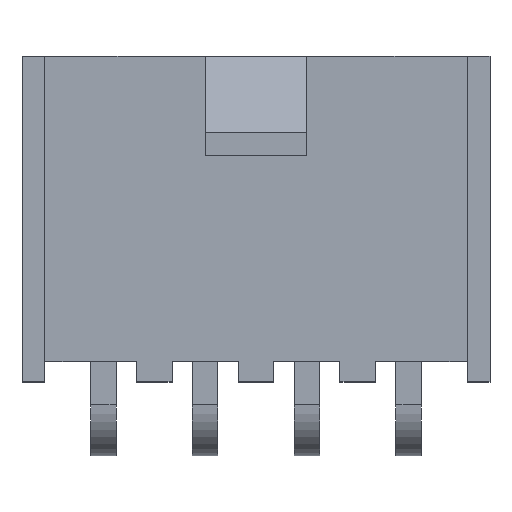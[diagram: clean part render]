
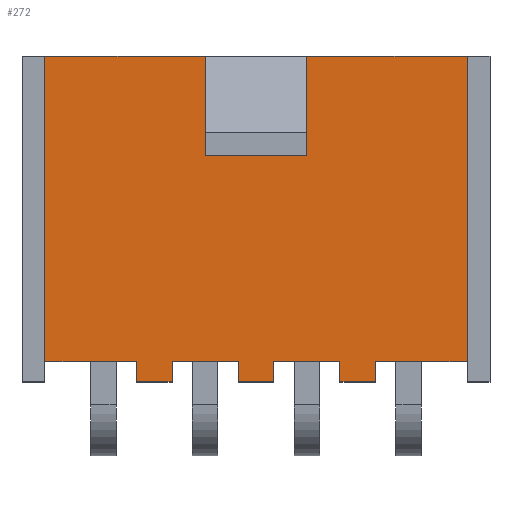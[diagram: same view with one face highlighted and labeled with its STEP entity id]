
A CAD part, top view. The second image highlights one B-rep face of the part: STEP entity #272.
In plain terms, the highlighted planar face has unit normal (0, 0, 1).
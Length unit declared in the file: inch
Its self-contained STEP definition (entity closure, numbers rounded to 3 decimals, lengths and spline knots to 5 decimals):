
#272 = ADVANCED_FACE( '', ( #630 ), #631, .F. );
#630 = FACE_OUTER_BOUND( '', #1086, .T. );
#631 = PLANE( '', #1087 );
#1086 = EDGE_LOOP( '', ( #1788, #1789, #1790, #1791, #1792, #1793, #1794, #1795, #1796, #1797, #1798, #1799, #1800, #1801, #1802, #1803, #1804, #1805, #1806, #1807 ) );
#1087 = AXIS2_PLACEMENT_3D( '', #1808, #1809, #1810 );
#1788 = ORIENTED_EDGE( '', *, *, #3077, .F. );
#1789 = ORIENTED_EDGE( '', *, *, #3078, .F. );
#1790 = ORIENTED_EDGE( '', *, *, #3002, .T. );
#1791 = ORIENTED_EDGE( '', *, *, #3079, .T. );
#1792 = ORIENTED_EDGE( '', *, *, #3080, .F. );
#1793 = ORIENTED_EDGE( '', *, *, #3081, .T. );
#1794 = ORIENTED_EDGE( '', *, *, #3037, .F. );
#1795 = ORIENTED_EDGE( '', *, *, #3082, .T. );
#1796 = ORIENTED_EDGE( '', *, *, #3083, .T. );
#1797 = ORIENTED_EDGE( '', *, *, #3084, .T. );
#1798 = ORIENTED_EDGE( '', *, *, #3033, .F. );
#1799 = ORIENTED_EDGE( '', *, *, #3085, .T. );
#1800 = ORIENTED_EDGE( '', *, *, #2956, .T. );
#1801 = ORIENTED_EDGE( '', *, *, #3086, .T. );
#1802 = ORIENTED_EDGE( '', *, *, #3029, .F. );
#1803 = ORIENTED_EDGE( '', *, *, #3087, .T. );
#1804 = ORIENTED_EDGE( '', *, *, #3088, .T. );
#1805 = ORIENTED_EDGE( '', *, *, #2945, .T. );
#1806 = ORIENTED_EDGE( '', *, *, #3026, .F. );
#1807 = ORIENTED_EDGE( '', *, *, #3089, .F. );
#1808 = CARTESIAN_POINT( '', ( -0.2075, 0.32, 0.1 ) );
#1809 = DIRECTION( '', ( 0., 0., -1. ) );
#1810 = DIRECTION( '', ( -1., 0., 0. ) );
#2945 = EDGE_CURVE( '', #3574, #3575, #3576, .T. );
#2956 = EDGE_CURVE( '', #3595, #3592, #3596, .T. );
#3002 = EDGE_CURVE( '', #3674, #3672, #3675, .T. );
#3026 = EDGE_CURVE( '', #3714, #3575, #3716, .T. );
#3029 = EDGE_CURVE( '', #3719, #3721, #3722, .T. );
#3033 = EDGE_CURVE( '', #3727, #3729, #3730, .T. );
#3037 = EDGE_CURVE( '', #3735, #3737, #3738, .T. );
#3077 = EDGE_CURVE( '', #3805, #3806, #3807, .T. );
#3078 = EDGE_CURVE( '', #3674, #3805, #3808, .T. );
#3079 = EDGE_CURVE( '', #3672, #3809, #3810, .T. );
#3080 = EDGE_CURVE( '', #3811, #3809, #3812, .T. );
#3081 = EDGE_CURVE( '', #3811, #3737, #3813, .T. );
#3082 = EDGE_CURVE( '', #3735, #3814, #3815, .T. );
#3083 = EDGE_CURVE( '', #3814, #3816, #3817, .T. );
#3084 = EDGE_CURVE( '', #3816, #3729, #3818, .T. );
#3085 = EDGE_CURVE( '', #3727, #3595, #3819, .T. );
#3086 = EDGE_CURVE( '', #3592, #3721, #3820, .T. );
#3087 = EDGE_CURVE( '', #3719, #3821, #3822, .T. );
#3088 = EDGE_CURVE( '', #3821, #3574, #3823, .T. );
#3089 = EDGE_CURVE( '', #3806, #3714, #3824, .T. );
#3574 = VERTEX_POINT( '', #4486 );
#3575 = VERTEX_POINT( '', #4487 );
#3576 = LINE( '', #4488, #4489 );
#3592 = VERTEX_POINT( '', #4512 );
#3595 = VERTEX_POINT( '', #4516 );
#3596 = LINE( '', #4517, #4518 );
#3672 = VERTEX_POINT( '', #4630 );
#3674 = VERTEX_POINT( '', #4633 );
#3675 = LINE( '', #4634, #4635 );
#3714 = VERTEX_POINT( '', #4692 );
#3716 = LINE( '', #4695, #4696 );
#3719 = VERTEX_POINT( '', #4700 );
#3721 = VERTEX_POINT( '', #4703 );
#3722 = LINE( '', #4704, #4705 );
#3727 = VERTEX_POINT( '', #4712 );
#3729 = VERTEX_POINT( '', #4715 );
#3730 = LINE( '', #4716, #4717 );
#3735 = VERTEX_POINT( '', #4724 );
#3737 = VERTEX_POINT( '', #4727 );
#3738 = LINE( '', #4728, #4729 );
#3805 = VERTEX_POINT( '', #4831 );
#3806 = VERTEX_POINT( '', #4832 );
#3807 = LINE( '', #4833, #4834 );
#3808 = LINE( '', #4835, #4836 );
#3809 = VERTEX_POINT( '', #4837 );
#3810 = LINE( '', #4838, #4839 );
#3811 = VERTEX_POINT( '', #4840 );
#3812 = LINE( '', #4841, #4842 );
#3813 = LINE( '', #4843, #4844 );
#3814 = VERTEX_POINT( '', #4845 );
#3815 = LINE( '', #4846, #4847 );
#3816 = VERTEX_POINT( '', #4848 );
#3817 = LINE( '', #4849, #4850 );
#3818 = LINE( '', #4851, #4852 );
#3819 = LINE( '', #4853, #4854 );
#3820 = LINE( '', #4855, #4856 );
#3821 = VERTEX_POINT( '', #4857 );
#3822 = LINE( '', #4858, #4859 );
#3823 = LINE( '', #4860, #4861 );
#3824 = LINE( '', #4862, #4863 );
#4486 = CARTESIAN_POINT( '', ( 0.1175, 0., 0.1 ) );
#4487 = CARTESIAN_POINT( '', ( 0.1175, 0.02, 0.1 ) );
#4488 = CARTESIAN_POINT( '', ( 0.1175, 0.02, 0.1 ) );
#4489 = VECTOR( '', #5564, 39.37008 );
#4512 = CARTESIAN_POINT( '', ( 0.0175, 0., 0.1 ) );
#4516 = CARTESIAN_POINT( '', ( -0.0175, 0., 0.1 ) );
#4517 = CARTESIAN_POINT( '', ( -0.2075, 0., 0.1 ) );
#4518 = VECTOR( '', #5573, 39.37008 );
#4630 = CARTESIAN_POINT( '', ( -0.05, 0.233, 0.1 ) );
#4633 = CARTESIAN_POINT( '', ( 0.05, 0.233, 0.1 ) );
#4634 = CARTESIAN_POINT( '', ( 0.05, 0.233, 0.1 ) );
#4635 = VECTOR( '', #5617, 39.37008 );
#4692 = CARTESIAN_POINT( '', ( 0.2075, 0.02, 0.1 ) );
#4695 = CARTESIAN_POINT( '', ( 0.23, 0.02, 0.1 ) );
#4696 = VECTOR( '', #5637, 39.37008 );
#4700 = CARTESIAN_POINT( '', ( 0.0825, 0.02, 0.1 ) );
#4703 = CARTESIAN_POINT( '', ( 0.0175, 0.02, 0.1 ) );
#4704 = CARTESIAN_POINT( '', ( 0.23, 0.02, 0.1 ) );
#4705 = VECTOR( '', #5640, 39.37008 );
#4712 = CARTESIAN_POINT( '', ( -0.0175, 0.02, 0.1 ) );
#4715 = CARTESIAN_POINT( '', ( -0.0825, 0.02, 0.1 ) );
#4716 = CARTESIAN_POINT( '', ( 0.23, 0.02, 0.1 ) );
#4717 = VECTOR( '', #5644, 39.37008 );
#4724 = CARTESIAN_POINT( '', ( -0.1175, 0.02, 0.1 ) );
#4727 = CARTESIAN_POINT( '', ( -0.2075, 0.02, 0.1 ) );
#4728 = CARTESIAN_POINT( '', ( 0.23, 0.02, 0.1 ) );
#4729 = VECTOR( '', #5648, 39.37008 );
#4831 = CARTESIAN_POINT( '', ( 0.05, 0.32, 0.1 ) );
#4832 = CARTESIAN_POINT( '', ( 0.2075, 0.32, 0.1 ) );
#4833 = CARTESIAN_POINT( '', ( -0.2075, 0.32, 0.1 ) );
#4834 = VECTOR( '', #5684, 39.37008 );
#4835 = CARTESIAN_POINT( '', ( 0.05, 0.233, 0.1 ) );
#4836 = VECTOR( '', #5685, 39.37008 );
#4837 = CARTESIAN_POINT( '', ( -0.05, 0.32, 0.1 ) );
#4838 = CARTESIAN_POINT( '', ( -0.05, 0.233, 0.1 ) );
#4839 = VECTOR( '', #5686, 39.37008 );
#4840 = CARTESIAN_POINT( '', ( -0.2075, 0.32, 0.1 ) );
#4841 = CARTESIAN_POINT( '', ( -0.2075, 0.32, 0.1 ) );
#4842 = VECTOR( '', #5687, 39.37008 );
#4843 = CARTESIAN_POINT( '', ( -0.2075, 0.32, 0.1 ) );
#4844 = VECTOR( '', #5688, 39.37008 );
#4845 = CARTESIAN_POINT( '', ( -0.1175, 0., 0.1 ) );
#4846 = CARTESIAN_POINT( '', ( -0.1175, -0.02, 0.1 ) );
#4847 = VECTOR( '', #5689, 39.37008 );
#4848 = CARTESIAN_POINT( '', ( -0.0825, 0., 0.1 ) );
#4849 = CARTESIAN_POINT( '', ( -0.2075, 0., 0.1 ) );
#4850 = VECTOR( '', #5690, 39.37008 );
#4851 = CARTESIAN_POINT( '', ( -0.0825, 0.02, 0.1 ) );
#4852 = VECTOR( '', #5691, 39.37008 );
#4853 = CARTESIAN_POINT( '', ( -0.0175, 0., 0.1 ) );
#4854 = VECTOR( '', #5692, 39.37008 );
#4855 = CARTESIAN_POINT( '', ( 0.0175, 0.02, 0.1 ) );
#4856 = VECTOR( '', #5693, 39.37008 );
#4857 = CARTESIAN_POINT( '', ( 0.0825, 0., 0.1 ) );
#4858 = CARTESIAN_POINT( '', ( 0.0825, 0., 0.1 ) );
#4859 = VECTOR( '', #5694, 39.37008 );
#4860 = CARTESIAN_POINT( '', ( -0.2075, 0., 0.1 ) );
#4861 = VECTOR( '', #5695, 39.37008 );
#4862 = CARTESIAN_POINT( '', ( 0.2075, 0.32, 0.1 ) );
#4863 = VECTOR( '', #5696, 39.37008 );
#5564 = DIRECTION( '', ( 0., 1., 0. ) );
#5573 = DIRECTION( '', ( 1., 0., 0. ) );
#5617 = DIRECTION( '', ( -1., 0., 0. ) );
#5637 = DIRECTION( '', ( -1., 0., 0. ) );
#5640 = DIRECTION( '', ( -1., 0., 0. ) );
#5644 = DIRECTION( '', ( -1., 0., 0. ) );
#5648 = DIRECTION( '', ( -1., 0., 0. ) );
#5684 = DIRECTION( '', ( 1., 0., 0. ) );
#5685 = DIRECTION( '', ( 0., 1., 0. ) );
#5686 = DIRECTION( '', ( 0., 1., 0. ) );
#5687 = DIRECTION( '', ( 1., 0., 0. ) );
#5688 = DIRECTION( '', ( 0., -1., 0. ) );
#5689 = DIRECTION( '', ( 0., -1., 0. ) );
#5690 = DIRECTION( '', ( 1., 0., 0. ) );
#5691 = DIRECTION( '', ( 0., 1., 0. ) );
#5692 = DIRECTION( '', ( 0., -1., 0. ) );
#5693 = DIRECTION( '', ( 0., 1., 0. ) );
#5694 = DIRECTION( '', ( 0., -1., 0. ) );
#5695 = DIRECTION( '', ( 1., 0., 0. ) );
#5696 = DIRECTION( '', ( 0., -1., 0. ) );
